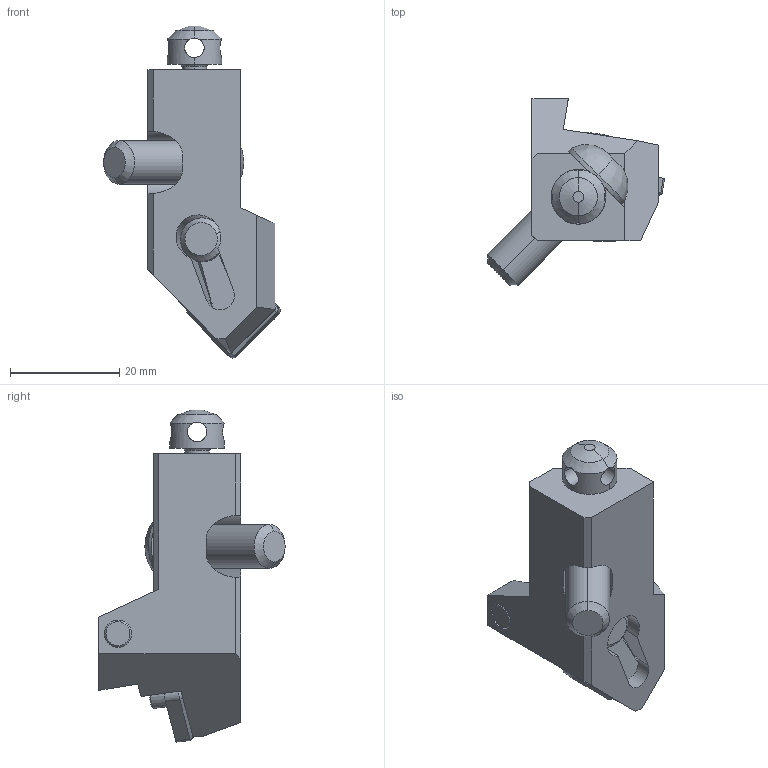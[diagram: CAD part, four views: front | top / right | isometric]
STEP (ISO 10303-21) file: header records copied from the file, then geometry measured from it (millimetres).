
FILE_DESCRIPTION(/* description */ (''),/* implementation_level */ '2;1');
FILE_NAME(/* name */ 'PSSNL16CA12.stp',/* time_stamp */ '2019-07-23T16:01:09+09:00',/* author */ (''),/* organization */ (''),/* preprocessor_version */ 'ST-DEVELOPER v16',/* originating_system */ 'SIEMENS PLM Software NX 10.0',/* authorisation */ '');
FILE_SCHEMA (('AUTOMOTIVE_DESIGN { 1 0 10303 214 3 1 1 1 }'));
Length unit declared in the file: millimetre
Products named in the file (1): PSSNL16CA12_ASM
Bounding box: 32.39 x 34.13 x 60.82 mm (x, y, z)
Volume: 13721.9 mm3; surface area: 8386.2 mm2
Topology: 8 solids, 8 shells, 211 faces, 545 edges, 347 vertices
Faces by surface type: plane 91, cylinder 59, cone 35, torus 18, bspline 6, extrusion 2
Entity records: 8076 total; most frequent: CARTESIAN_POINT 2670, DIRECTION 1114, ORIENTED_EDGE 1086, EDGE_CURVE 543, AXIS2_PLACEMENT_3D 424, VERTEX_POINT 347, VECTOR 266, LINE 264
